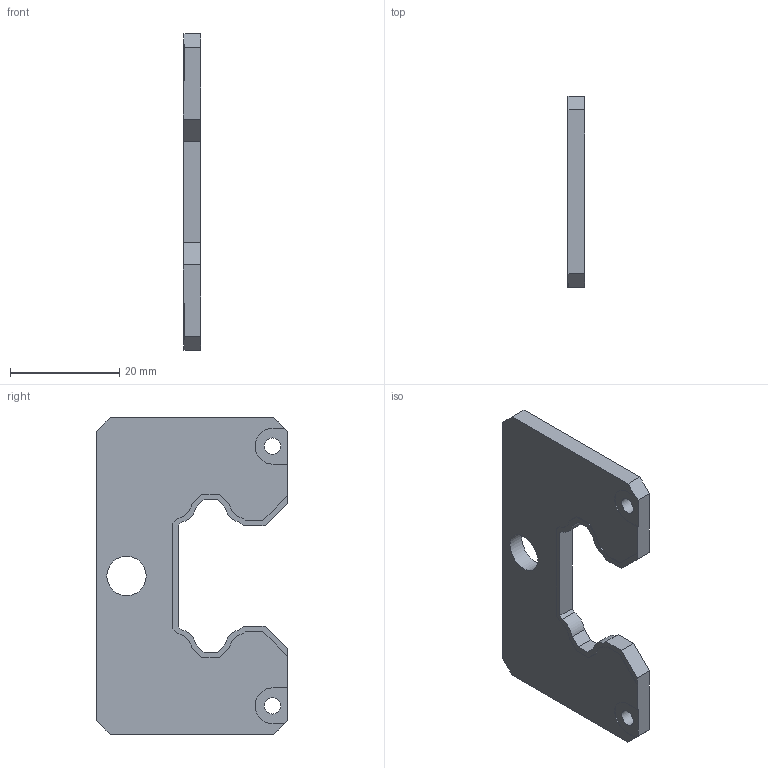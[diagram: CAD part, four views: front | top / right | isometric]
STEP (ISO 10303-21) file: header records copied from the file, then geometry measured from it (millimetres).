
FILE_DESCRIPTION(/* description */ ('HG End Seal-'),/* implementation_level */ '2;1');
FILE_NAME(/* name */ 'dem con truot.stp',/* time_stamp */ '2023-09-10T11:09:17+07:00',/* author */ ('ACER'),/* organization */ ('AKD'),/* preprocessor_version */ 'ST-DEVELOPER v19',/* originating_system */ 'Autodesk Inventor 2023',/* authorisation */ '');
FILE_SCHEMA (('AUTOMOTIVE_DESIGN { 1 0 10303 214 3 1 1 }'));
Length unit declared in the file: millimetre
Products named in the file (1): 920016A1_end_seal
Bounding box: 3.2 x 35 x 58 mm (x, y, z)
Volume: 4654.9 mm3; surface area: 3864.4 mm2
Topology: 1 solids, 1 shells, 61 faces, 177 edges, 118 vertices
Faces by surface type: plane 48, cylinder 13
Full cylindrical faces by diameter (mm): 3 x2, 7.2 x1
Entity records: 2052 total; most frequent: CARTESIAN_POINT 357, ORIENTED_EDGE 354, DIRECTION 327, EDGE_CURVE 177, LINE 151, VECTOR 151, VERTEX_POINT 118, AXIS2_PLACEMENT_3D 88
